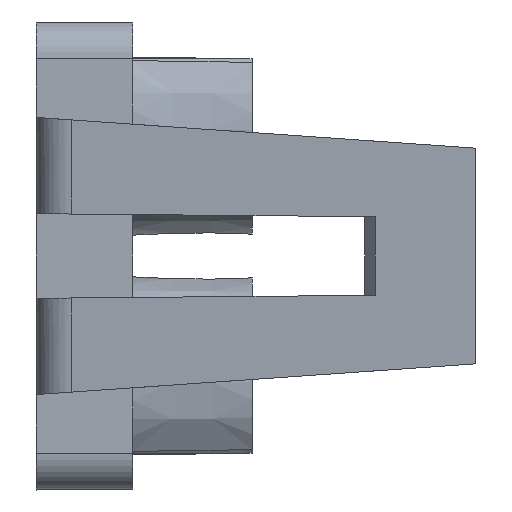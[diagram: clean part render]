
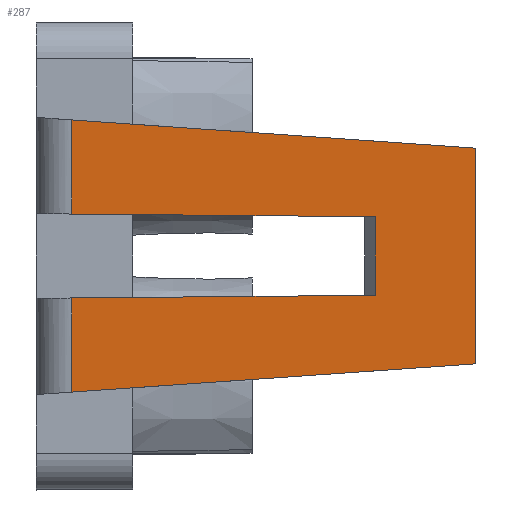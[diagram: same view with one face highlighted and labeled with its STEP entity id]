
A CAD part, left-side view. The second image highlights one B-rep face of the part: STEP entity #287.
In plain terms, the highlighted planar face has unit normal (-0.996, 0.087, 0).
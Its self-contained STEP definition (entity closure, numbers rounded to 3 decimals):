
#287=ADVANCED_FACE('',(#515),#417,.F.);
#417=PLANE('',#3108);
#515=FACE_OUTER_BOUND('',#661,.T.);
#661=EDGE_LOOP('',(#1232,#1233,#1234,#1235,#1236,#1237,#1238,#1239));
#1232=ORIENTED_EDGE('',*,*,#2324,.F.);
#1233=ORIENTED_EDGE('',*,*,#2325,.T.);
#1234=ORIENTED_EDGE('',*,*,#2326,.T.);
#1235=ORIENTED_EDGE('',*,*,#2327,.T.);
#1236=ORIENTED_EDGE('',*,*,#2328,.T.);
#1237=ORIENTED_EDGE('',*,*,#2329,.F.);
#1238=ORIENTED_EDGE('',*,*,#2330,.F.);
#1239=ORIENTED_EDGE('',*,*,#2331,.T.);
#1960=VERTEX_POINT('',#4794);
#1961=VERTEX_POINT('',#4795);
#1962=VERTEX_POINT('',#4797);
#1963=VERTEX_POINT('',#4799);
#1964=VERTEX_POINT('',#4801);
#1965=VERTEX_POINT('',#4803);
#1966=VERTEX_POINT('',#4805);
#1967=VERTEX_POINT('',#4807);
#2324=EDGE_CURVE('',#1960,#1961,#2642,.T.);
#2325=EDGE_CURVE('',#1960,#1962,#2643,.T.);
#2326=EDGE_CURVE('',#1962,#1963,#2644,.T.);
#2327=EDGE_CURVE('',#1963,#1964,#2645,.T.);
#2328=EDGE_CURVE('',#1964,#1965,#2646,.T.);
#2329=EDGE_CURVE('',#1966,#1965,#2647,.T.);
#2330=EDGE_CURVE('',#1967,#1966,#2648,.T.);
#2331=EDGE_CURVE('',#1967,#1961,#2649,.T.);
#2642=LINE('',#4793,#2898);
#2643=LINE('',#4796,#2899);
#2644=LINE('',#4798,#2900);
#2645=LINE('',#4800,#2901);
#2646=LINE('',#4802,#2902);
#2647=LINE('',#4804,#2903);
#2648=LINE('',#4806,#2904);
#2649=LINE('',#4808,#2905);
#2898=VECTOR('',#3739,1.);
#2899=VECTOR('',#3740,1.);
#2900=VECTOR('',#3741,1.);
#2901=VECTOR('',#3742,1.);
#2902=VECTOR('',#3743,1.);
#2903=VECTOR('',#3744,1.);
#2904=VECTOR('',#3745,1.);
#2905=VECTOR('',#3746,1.);
#3108=AXIS2_PLACEMENT_3D('',#4809,#3747,#3748);
#3739=DIRECTION('',(0.087,0.996,0.009));
#3740=DIRECTION('',(0.,0.,-1.));
#3741=DIRECTION('',(0.087,0.996,-0.009));
#3742=DIRECTION('',(0.,0.,-1.));
#3743=DIRECTION('',(-0.087,-0.994,0.069));
#3744=DIRECTION('',(0.,0.,-1.));
#3745=DIRECTION('',(-0.087,-0.994,-0.069));
#3746=DIRECTION('',(0.,0.,-1.));
#3747=DIRECTION('',(0.996,-0.087,0.));
#3748=DIRECTION('',(-0.087,-0.996,0.));
#4793=CARTESIAN_POINT('',(-6.705,44.612,-2.184));
#4794=CARTESIAN_POINT('',(-6.556,46.314,-2.169));
#4795=CARTESIAN_POINT('',(-5.866,54.197,-2.1));
#4796=CARTESIAN_POINT('',(-6.556,46.314,-3.19));
#4797=CARTESIAN_POINT('',(-6.556,46.314,-4.211));
#4798=CARTESIAN_POINT('',(-5.778,55.198,-4.289));
#4799=CARTESIAN_POINT('',(-5.866,54.197,-4.28));
#4800=CARTESIAN_POINT('',(-5.866,54.197,-2.715));
#4801=CARTESIAN_POINT('',(-5.866,54.197,-6.723));
#4802=CARTESIAN_POINT('',(-6.817,43.323,-5.963));
#4803=CARTESIAN_POINT('',(-6.783,43.71,-5.99));
#4804=CARTESIAN_POINT('',(-6.783,43.71,-5.19));
#4805=CARTESIAN_POINT('',(-6.783,43.71,-0.39));
#4806=CARTESIAN_POINT('',(-6.817,43.323,-0.417));
#4807=CARTESIAN_POINT('',(-5.866,54.197,0.343));
#4808=CARTESIAN_POINT('',(-5.866,54.197,-2.715));
#4809=CARTESIAN_POINT('',(-6.702,44.638,-5.19));
